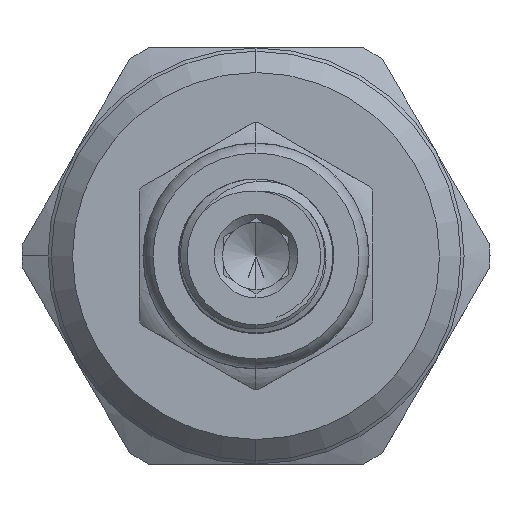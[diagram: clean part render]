
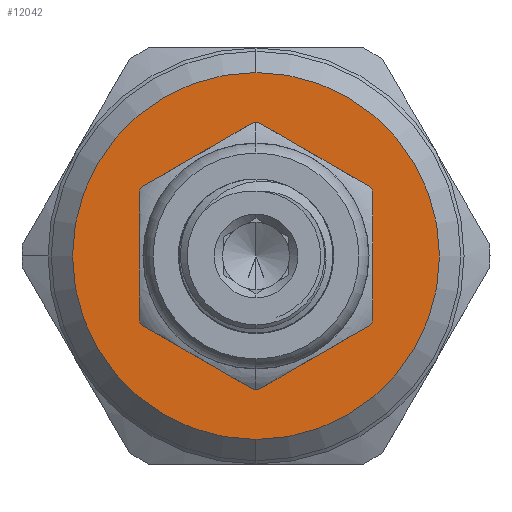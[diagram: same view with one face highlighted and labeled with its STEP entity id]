
A CAD part, left-side view. The second image highlights one B-rep face of the part: STEP entity #12042.
In plain terms, the highlighted planar face has unit normal (-1, 0, 0).
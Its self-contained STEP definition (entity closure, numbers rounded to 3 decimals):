
#625 = CARTESIAN_POINT ( 'NONE',  ( -6.2, 0., 0. ) ) ;
#1748 = CARTESIAN_POINT ( 'NONE',  ( -6.2, 0., 0. ) ) ;
#2282 = DIRECTION ( 'NONE',  ( 1., 0., 0. ) ) ;
#3037 = EDGE_CURVE ( 'NONE', #15105, #15309, #13633, .T. ) ;
#3439 = ORIENTED_EDGE ( 'NONE', *, *, #9796, .T. ) ;
#4001 = EDGE_CURVE ( 'NONE', #4907, #14193, #15848, .T. ) ;
#4544 = CARTESIAN_POINT ( 'NONE',  ( -6.2, 0., -6.875 ) ) ;
#4760 = DIRECTION ( 'NONE',  ( 1., 0., 0. ) ) ;
#4897 = EDGE_CURVE ( 'NONE', #14193, #4907, #7463, .T. ) ;
#4907 = VERTEX_POINT ( 'NONE', #6352 ) ;
#5052 = AXIS2_PLACEMENT_3D ( 'NONE', #10923, #2282, #10869 ) ;
#5261 = AXIS2_PLACEMENT_3D ( 'NONE', #1748, #14158, #5390 ) ;
#5390 = DIRECTION ( 'NONE',  ( 0., 0., -1. ) ) ;
#6246 = DIRECTION ( 'NONE',  ( 0., 0., -1. ) ) ;
#6352 = CARTESIAN_POINT ( 'NONE',  ( -6.2, 0., 11.2 ) ) ;
#6419 = DIRECTION ( 'NONE',  ( -1., 0., 0. ) ) ;
#7074 = CARTESIAN_POINT ( 'NONE',  ( -6.2, 0., 6.875 ) ) ;
#7255 = DIRECTION ( 'NONE',  ( 0., 0., -1. ) ) ;
#7367 = CIRCLE ( 'NONE', #13594, 6.875 ) ;
#7463 = CIRCLE ( 'NONE', #10183, 11.2 ) ;
#8229 = PLANE ( 'NONE',  #8713 ) ;
#8287 = ORIENTED_EDGE ( 'NONE', *, *, #4001, .T. ) ;
#8713 = AXIS2_PLACEMENT_3D ( 'NONE', #625, #11918, #15698 ) ;
#8891 = ORIENTED_EDGE ( 'NONE', *, *, #4897, .T. ) ;
#9529 = ORIENTED_EDGE ( 'NONE', *, *, #3037, .T. ) ;
#9796 = EDGE_CURVE ( 'NONE', #15309, #15105, #7367, .T. ) ;
#9882 = FACE_BOUND ( 'NONE', #14525, .T. ) ;
#10183 = AXIS2_PLACEMENT_3D ( 'NONE', #13701, #6419, #6246 ) ;
#10869 = DIRECTION ( 'NONE',  ( 0., 0., -1. ) ) ;
#10923 = CARTESIAN_POINT ( 'NONE',  ( -6.2, 0., 0. ) ) ;
#11918 = DIRECTION ( 'NONE',  ( 1., 0., 0. ) ) ;
#12042 = ADVANCED_FACE ( 'NONE', ( #9882, #12411 ), #8229, .F. ) ;
#12411 = FACE_OUTER_BOUND ( 'NONE', #15896, .T. ) ;
#13594 = AXIS2_PLACEMENT_3D ( 'NONE', #14708, #4760, #7255 ) ;
#13633 = CIRCLE ( 'NONE', #5052, 6.875 ) ;
#13701 = CARTESIAN_POINT ( 'NONE',  ( -6.2, 0., 0. ) ) ;
#13892 = CARTESIAN_POINT ( 'NONE',  ( -6.2, 0., -11.2 ) ) ;
#14158 = DIRECTION ( 'NONE',  ( -1., 0., 0. ) ) ;
#14193 = VERTEX_POINT ( 'NONE', #13892 ) ;
#14525 = EDGE_LOOP ( 'NONE', ( #3439, #9529 ) ) ;
#14708 = CARTESIAN_POINT ( 'NONE',  ( -6.2, 0., 0. ) ) ;
#15105 = VERTEX_POINT ( 'NONE', #4544 ) ;
#15309 = VERTEX_POINT ( 'NONE', #7074 ) ;
#15698 = DIRECTION ( 'NONE',  ( 0., 0., -1. ) ) ;
#15848 = CIRCLE ( 'NONE', #5261, 11.2 ) ;
#15896 = EDGE_LOOP ( 'NONE', ( #8891, #8287 ) ) ;
